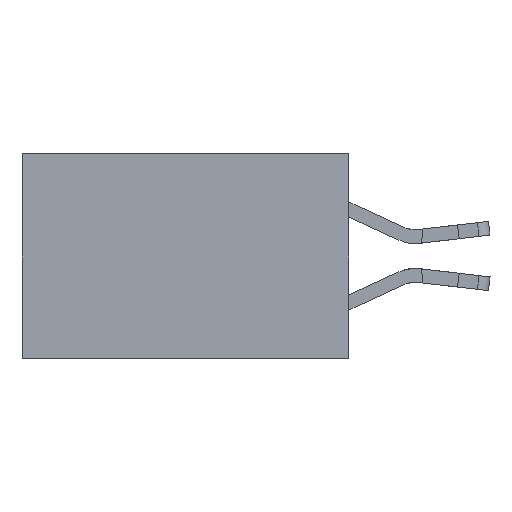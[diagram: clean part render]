
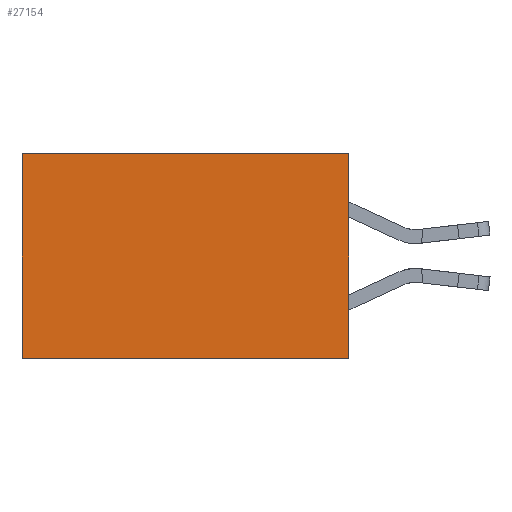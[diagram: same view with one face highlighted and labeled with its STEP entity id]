
A CAD part, left-side view. The second image highlights one B-rep face of the part: STEP entity #27154.
In plain terms, the highlighted planar face has unit normal (-1, 0, 0).
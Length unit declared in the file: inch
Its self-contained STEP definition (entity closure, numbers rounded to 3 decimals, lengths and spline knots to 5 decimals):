
#520 = VERTEX_POINT ( 'NONE', #20766 ) ;
#538 = DIRECTION ( 'NONE',  ( 0., 1., 0. ) ) ;
#1489 = CARTESIAN_POINT ( 'NONE',  ( 0.277, 0., -0.37 ) ) ;
#5371 = ORIENTED_EDGE ( 'NONE', *, *, #7759, .F. ) ;
#6743 = FACE_OUTER_BOUND ( 'NONE', #21261, .T. ) ;
#7413 = CARTESIAN_POINT ( 'NONE',  ( 0.277, 0., -0.37 ) ) ;
#7759 = EDGE_CURVE ( 'NONE', #13193, #520, #27517, .T. ) ;
#8321 = VECTOR ( 'NONE', #24783, 39.37008 ) ;
#8516 = VERTEX_POINT ( 'NONE', #8719 ) ;
#8586 = CARTESIAN_POINT ( 'NONE',  ( 0.277, 0.59, -0.37 ) ) ;
#8719 = CARTESIAN_POINT ( 'NONE',  ( 0.277, 0.59, -0.37 ) ) ;
#9470 = VERTEX_POINT ( 'NONE', #26971 ) ;
#9739 = DIRECTION ( 'NONE',  ( 0., 0., -1. ) ) ;
#10579 = CARTESIAN_POINT ( 'NONE',  ( 0.277, 0., 0. ) ) ;
#11955 = PLANE ( 'NONE',  #18217 ) ;
#12597 = EDGE_CURVE ( 'NONE', #9470, #8516, #26139, .T. ) ;
#13193 = VERTEX_POINT ( 'NONE', #10579 ) ;
#13822 = LINE ( 'NONE', #15684, #24719 ) ;
#14295 = ORIENTED_EDGE ( 'NONE', *, *, #12597, .T. ) ;
#14831 = ORIENTED_EDGE ( 'NONE', *, *, #17175, .F. ) ;
#15684 = CARTESIAN_POINT ( 'NONE',  ( 0.277, 0., 0. ) ) ;
#17175 = EDGE_CURVE ( 'NONE', #520, #8516, #23684, .T. ) ;
#18217 = AXIS2_PLACEMENT_3D ( 'NONE', #7413, #23627, #9739 ) ;
#18231 = EDGE_CURVE ( 'NONE', #13193, #9470, #13822, .T. ) ;
#20021 = VECTOR ( 'NONE', #29398, 39.37008 ) ;
#20766 = CARTESIAN_POINT ( 'NONE',  ( 0.277, 0., -0.37 ) ) ;
#20909 = ORIENTED_EDGE ( 'NONE', *, *, #18231, .T. ) ;
#21261 = EDGE_LOOP ( 'NONE', ( #14295, #14831, #5371, #20909 ) ) ;
#22989 = VECTOR ( 'NONE', #538, 39.37008 ) ;
#23627 = DIRECTION ( 'NONE',  ( 1., 0., 0. ) ) ;
#23684 = LINE ( 'NONE', #28340, #22989 ) ;
#24719 = VECTOR ( 'NONE', #29412, 39.37008 ) ;
#24783 = DIRECTION ( 'NONE',  ( 0., 0., -1. ) ) ;
#26139 = LINE ( 'NONE', #8586, #20021 ) ;
#26971 = CARTESIAN_POINT ( 'NONE',  ( 0.277, 0.59, 0. ) ) ;
#27154 = ADVANCED_FACE ( 'NONE', ( #6743 ), #11955, .F. ) ;
#27517 = LINE ( 'NONE', #1489, #8321 ) ;
#28340 = CARTESIAN_POINT ( 'NONE',  ( 0.277, 0., -0.37 ) ) ;
#29398 = DIRECTION ( 'NONE',  ( 0., 0., -1. ) ) ;
#29412 = DIRECTION ( 'NONE',  ( 0., 1., 0. ) ) ;
